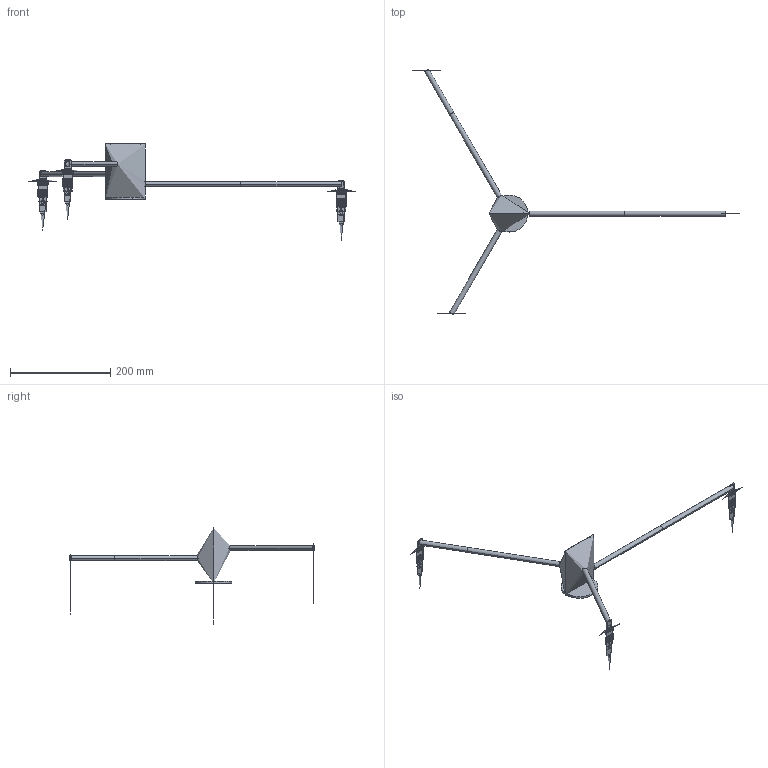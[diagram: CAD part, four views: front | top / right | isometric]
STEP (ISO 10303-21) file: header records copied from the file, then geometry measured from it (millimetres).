
FILE_DESCRIPTION(/* description */ (''),/* implementation_level */ '2;1');
FILE_NAME(/* name */ 'HERMES~1',/* time_stamp */ '2022-08-17T14:41:38+08:00',/* author */ (''),/* organization */ (''),/* preprocessor_version */ 'ST-DEVELOPER v16.5',/* originating_system */ '',/* authorisation */ '');
FILE_SCHEMA (('AUTOMOTIVE_DESIGN'));
Length unit declared in the file: millimetre
Products named in the file (1): Document
Bounding box: 649.96 x 489.13 x 191.47 mm (x, y, z)
Volume: 320498.8 mm3; surface area: 293670.6 mm2
Topology: 8 solids, 244 shells, 519 faces, 1762 edges, 1004 vertices
Faces by surface type: bspline 519
Entity records: 35441 total; most frequent: CARTESIAN_POINT 17339, B_SPLINE_CURVE_WITH_KNOTS 2369, ORIENTED_EDGE 1944, PCURVE 1944, DEFINITIONAL_REPRESENTATION 1944, SURFACE_CURVE 1380, EDGE_CURVE 1380, VERTEX_POINT 939
